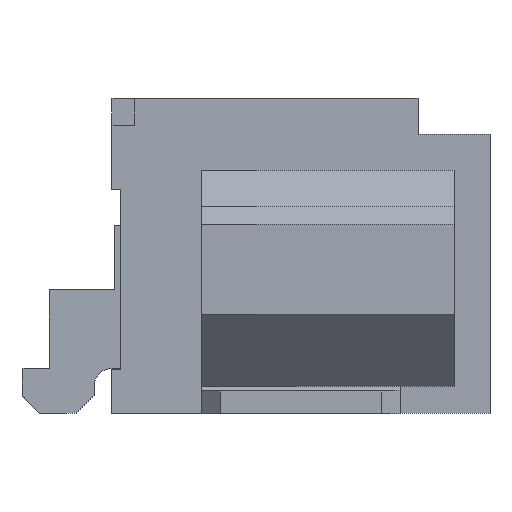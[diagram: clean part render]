
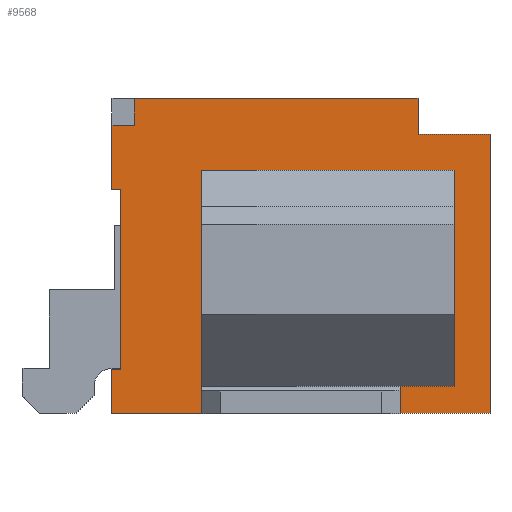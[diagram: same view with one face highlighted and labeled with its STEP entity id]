
A CAD part, left-side view. The second image highlights one B-rep face of the part: STEP entity #9568.
In plain terms, the highlighted planar face has unit normal (-1, 0, 0).
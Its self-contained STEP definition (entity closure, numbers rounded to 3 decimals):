
#59 = CARTESIAN_POINT ( 'NONE',  ( -3.375, -0.1, 0.488 ) ) ;
#105 = VECTOR ( 'NONE', #6700, 1000. ) ;
#130 = CARTESIAN_POINT ( 'NONE',  ( -3.375, 0., 3.2 ) ) ;
#159 = AXIS2_PLACEMENT_3D ( 'NONE', #11142, #5956, #704 ) ;
#179 = CARTESIAN_POINT ( 'NONE',  ( -3.375, -0.1, 0.488 ) ) ;
#189 = CARTESIAN_POINT ( 'NONE',  ( -3.375, -4.2, 0. ) ) ;
#197 = CARTESIAN_POINT ( 'NONE',  ( -3.375, -4.2, 3.1 ) ) ;
#405 = VERTEX_POINT ( 'NONE', #7435 ) ;
#426 = DIRECTION ( 'NONE',  ( 0., 0., 1. ) ) ;
#498 = EDGE_CURVE ( 'NONE', #10538, #3669, #1165, .T. ) ;
#547 = CARTESIAN_POINT ( 'NONE',  ( -3.375, -1., 0.3 ) ) ;
#553 = LINE ( 'NONE', #6469, #5209 ) ;
#591 = VERTEX_POINT ( 'NONE', #3952 ) ;
#631 = CARTESIAN_POINT ( 'NONE',  ( -3.375, 0., 0. ) ) ;
#704 = DIRECTION ( 'NONE',  ( 0., 0., 1. ) ) ;
#723 = ORIENTED_EDGE ( 'NONE', *, *, #2558, .F. ) ;
#836 = CARTESIAN_POINT ( 'NONE',  ( -3.375, -0.25, 3.2 ) ) ;
#1165 = LINE ( 'NONE', #4717, #10163 ) ;
#1197 = DIRECTION ( 'NONE',  ( 0., 1., 0. ) ) ;
#1276 = VERTEX_POINT ( 'NONE', #3195 ) ;
#1298 = CARTESIAN_POINT ( 'NONE',  ( -3.375, -2.9, 0.3 ) ) ;
#1383 = VECTOR ( 'NONE', #6269, 1000. ) ;
#1402 = DIRECTION ( 'NONE',  ( 0., 0., -1. ) ) ;
#1429 = EDGE_CURVE ( 'NONE', #3694, #8114, #3723, .T. ) ;
#1506 = CARTESIAN_POINT ( 'NONE',  ( -3.375, -3.4, 3.1 ) ) ;
#1574 = CARTESIAN_POINT ( 'NONE',  ( -3.375, -4.2, 0.3 ) ) ;
#1659 = LINE ( 'NONE', #5383, #1383 ) ;
#1725 = ORIENTED_EDGE ( 'NONE', *, *, #10103, .F. ) ;
#1771 = VECTOR ( 'NONE', #8952, 1000. ) ;
#1843 = CARTESIAN_POINT ( 'NONE',  ( -3.375, -3.8, 0.3 ) ) ;
#1865 = CARTESIAN_POINT ( 'NONE',  ( -3.375, -0.1, 2.485 ) ) ;
#2149 = VECTOR ( 'NONE', #7959, 1000. ) ;
#2198 = VECTOR ( 'NONE', #7199, 1000. ) ;
#2324 = VECTOR ( 'NONE', #7673, 1000. ) ;
#2380 = CARTESIAN_POINT ( 'NONE',  ( -3.375, -1., 0.3 ) ) ;
#2399 = EDGE_CURVE ( 'NONE', #10808, #2949, #2453, .T. ) ;
#2414 = ORIENTED_EDGE ( 'NONE', *, *, #5572, .F. ) ;
#2435 = ORIENTED_EDGE ( 'NONE', *, *, #1429, .T. ) ;
#2453 = LINE ( 'NONE', #8370, #105 ) ;
#2502 = DIRECTION ( 'NONE',  ( 0., 1., 0. ) ) ;
#2520 = LINE ( 'NONE', #10811, #9218 ) ;
#2558 = EDGE_CURVE ( 'NONE', #1276, #10808, #3529, .T. ) ;
#2646 = LINE ( 'NONE', #1298, #5957 ) ;
#2726 = VECTOR ( 'NONE', #10046, 1000. ) ;
#2884 = CARTESIAN_POINT ( 'NONE',  ( -3.375, -0.1, 0.488 ) ) ;
#2949 = VERTEX_POINT ( 'NONE', #7230 ) ;
#3173 = CARTESIAN_POINT ( 'NONE',  ( -3.375, -3.8, 2.7 ) ) ;
#3195 = CARTESIAN_POINT ( 'NONE',  ( -3.375, -1., 2.7 ) ) ;
#3284 = EDGE_CURVE ( 'NONE', #7044, #10538, #2646, .T. ) ;
#3312 = CARTESIAN_POINT ( 'NONE',  ( -3.375, -3.8, 0.3 ) ) ;
#3529 = LINE ( 'NONE', #547, #8459 ) ;
#3669 = VERTEX_POINT ( 'NONE', #189 ) ;
#3694 = VERTEX_POINT ( 'NONE', #7205 ) ;
#3712 = DIRECTION ( 'NONE',  ( 0., 0., 1. ) ) ;
#3723 = LINE ( 'NONE', #7727, #8087 ) ;
#3786 = ORIENTED_EDGE ( 'NONE', *, *, #8779, .F. ) ;
#3848 = ORIENTED_EDGE ( 'NONE', *, *, #2399, .F. ) ;
#3901 = ORIENTED_EDGE ( 'NONE', *, *, #9204, .F. ) ;
#3912 = ORIENTED_EDGE ( 'NONE', *, *, #9840, .T. ) ;
#3952 = CARTESIAN_POINT ( 'NONE',  ( -3.375, 0., 2.485 ) ) ;
#4119 = ORIENTED_EDGE ( 'NONE', *, *, #9971, .F. ) ;
#4402 = CARTESIAN_POINT ( 'NONE',  ( -3.375, -2.9, 0.3 ) ) ;
#4544 = CARTESIAN_POINT ( 'NONE',  ( -3.375, -3.8, 0.3 ) ) ;
#4589 = CARTESIAN_POINT ( 'NONE',  ( -3.375, 0., 0.3 ) ) ;
#4590 = ORIENTED_EDGE ( 'NONE', *, *, #6468, .T. ) ;
#4717 = CARTESIAN_POINT ( 'NONE',  ( -3.375, -4.2, 0. ) ) ;
#4809 = LINE ( 'NONE', #179, #2198 ) ;
#4833 = CARTESIAN_POINT ( 'NONE',  ( -3.375, -4.2, 3.1 ) ) ;
#4937 = LINE ( 'NONE', #1506, #6955 ) ;
#5065 = CARTESIAN_POINT ( 'NONE',  ( -3.375, 0., 0. ) ) ;
#5105 = ORIENTED_EDGE ( 'NONE', *, *, #3284, .T. ) ;
#5121 = VERTEX_POINT ( 'NONE', #6734 ) ;
#5184 = EDGE_CURVE ( 'NONE', #6870, #2949, #9014, .T. ) ;
#5209 = VECTOR ( 'NONE', #1197, 1000. ) ;
#5383 = CARTESIAN_POINT ( 'NONE',  ( -3.375, -0.25, 0. ) ) ;
#5570 = EDGE_LOOP ( 'NONE', ( #723, #4119, #8849, #4590, #5105, #7047, #5846, #3912, #9802, #2435, #3901, #10143, #2414, #1725, #7872, #9025, #3786, #10817, #3848 ) ) ;
#5572 = EDGE_CURVE ( 'NONE', #591, #9209, #10875, .T. ) ;
#5691 = VECTOR ( 'NONE', #8586, 1000. ) ;
#5835 = VERTEX_POINT ( 'NONE', #3173 ) ;
#5846 = ORIENTED_EDGE ( 'NONE', *, *, #6939, .T. ) ;
#5956 = DIRECTION ( 'NONE',  ( -1., 0., 0. ) ) ;
#5957 = VECTOR ( 'NONE', #9180, 1000. ) ;
#5964 = LINE ( 'NONE', #1574, #5691 ) ;
#5967 = VERTEX_POINT ( 'NONE', #59 ) ;
#6051 = EDGE_CURVE ( 'NONE', #5835, #6908, #8731, .T. ) ;
#6152 = LINE ( 'NONE', #2884, #10765 ) ;
#6269 = DIRECTION ( 'NONE',  ( 0., 0., 1. ) ) ;
#6270 = VECTOR ( 'NONE', #3712, 1000. ) ;
#6468 = EDGE_CURVE ( 'NONE', #6908, #7044, #8843, .T. ) ;
#6469 = CARTESIAN_POINT ( 'NONE',  ( -3.375, -3.8, 2.7 ) ) ;
#6477 = DIRECTION ( 'NONE',  ( 0., -1., 0. ) ) ;
#6700 = DIRECTION ( 'NONE',  ( 0., 0., -1. ) ) ;
#6734 = CARTESIAN_POINT ( 'NONE',  ( -3.375, -3.4, 3.1 ) ) ;
#6740 = CARTESIAN_POINT ( 'NONE',  ( -3.375, -0.25, 3.2 ) ) ;
#6870 = VERTEX_POINT ( 'NONE', #631 ) ;
#6908 = VERTEX_POINT ( 'NONE', #3312 ) ;
#6939 = EDGE_CURVE ( 'NONE', #3669, #8791, #5964, .T. ) ;
#6955 = VECTOR ( 'NONE', #8510, 1000. ) ;
#7044 = VERTEX_POINT ( 'NONE', #4402 ) ;
#7047 = ORIENTED_EDGE ( 'NONE', *, *, #498, .T. ) ;
#7094 = VECTOR ( 'NONE', #7616, 1000. ) ;
#7199 = DIRECTION ( 'NONE',  ( 0., 0., 1. ) ) ;
#7205 = CARTESIAN_POINT ( 'NONE',  ( -3.375, -3.4, 3.5 ) ) ;
#7230 = CARTESIAN_POINT ( 'NONE',  ( -3.375, -1., 0. ) ) ;
#7382 = LINE ( 'NONE', #6740, #7094 ) ;
#7435 = CARTESIAN_POINT ( 'NONE',  ( -3.375, 0., 0.488 ) ) ;
#7476 = CARTESIAN_POINT ( 'NONE',  ( -3.375, -0.25, 3.5 ) ) ;
#7616 = DIRECTION ( 'NONE',  ( 0., 1., 0. ) ) ;
#7661 = PLANE ( 'NONE',  #159 ) ;
#7673 = DIRECTION ( 'NONE',  ( 0., -1., 0. ) ) ;
#7727 = CARTESIAN_POINT ( 'NONE',  ( -3.375, -3.4, 3.5 ) ) ;
#7828 = VERTEX_POINT ( 'NONE', #836 ) ;
#7872 = ORIENTED_EDGE ( 'NONE', *, *, #11144, .F. ) ;
#7934 = EDGE_CURVE ( 'NONE', #5967, #405, #6152, .T. ) ;
#7959 = DIRECTION ( 'NONE',  ( 0., 1., 0. ) ) ;
#7967 = DIRECTION ( 'NONE',  ( 0., 0., -1. ) ) ;
#8087 = VECTOR ( 'NONE', #2502, 1000. ) ;
#8114 = VERTEX_POINT ( 'NONE', #7476 ) ;
#8196 = EDGE_CURVE ( 'NONE', #7828, #9209, #7382, .T. ) ;
#8370 = CARTESIAN_POINT ( 'NONE',  ( -3.375, -1., 0.3 ) ) ;
#8459 = VECTOR ( 'NONE', #1402, 1000. ) ;
#8467 = VECTOR ( 'NONE', #7967, 1000. ) ;
#8510 = DIRECTION ( 'NONE',  ( 0., 0., 1. ) ) ;
#8586 = DIRECTION ( 'NONE',  ( 0., 0., 1. ) ) ;
#8731 = LINE ( 'NONE', #4544, #8467 ) ;
#8779 = EDGE_CURVE ( 'NONE', #6870, #405, #2520, .T. ) ;
#8791 = VERTEX_POINT ( 'NONE', #4833 ) ;
#8843 = LINE ( 'NONE', #1843, #2149 ) ;
#8849 = ORIENTED_EDGE ( 'NONE', *, *, #6051, .T. ) ;
#8952 = DIRECTION ( 'NONE',  ( 0., 1., 0. ) ) ;
#8989 = DIRECTION ( 'NONE',  ( 0., 1., 0. ) ) ;
#9014 = LINE ( 'NONE', #5065, #2324 ) ;
#9025 = ORIENTED_EDGE ( 'NONE', *, *, #7934, .T. ) ;
#9180 = DIRECTION ( 'NONE',  ( 0., 0., -1. ) ) ;
#9204 = EDGE_CURVE ( 'NONE', #7828, #8114, #1659, .T. ) ;
#9209 = VERTEX_POINT ( 'NONE', #130 ) ;
#9218 = VECTOR ( 'NONE', #426, 1000. ) ;
#9231 = CARTESIAN_POINT ( 'NONE',  ( -3.375, -0.1, 2.485 ) ) ;
#9416 = LINE ( 'NONE', #9231, #2726 ) ;
#9568 = ADVANCED_FACE ( 'NONE', ( #10370 ), #7661, .T. ) ;
#9802 = ORIENTED_EDGE ( 'NONE', *, *, #10199, .T. ) ;
#9840 = EDGE_CURVE ( 'NONE', #8791, #5121, #10783, .T. ) ;
#9971 = EDGE_CURVE ( 'NONE', #5835, #1276, #553, .T. ) ;
#10046 = DIRECTION ( 'NONE',  ( 0., 1., 0. ) ) ;
#10103 = EDGE_CURVE ( 'NONE', #11093, #591, #9416, .T. ) ;
#10143 = ORIENTED_EDGE ( 'NONE', *, *, #8196, .T. ) ;
#10163 = VECTOR ( 'NONE', #6477, 1000. ) ;
#10199 = EDGE_CURVE ( 'NONE', #5121, #3694, #4937, .T. ) ;
#10370 = FACE_OUTER_BOUND ( 'NONE', #5570, .T. ) ;
#10538 = VERTEX_POINT ( 'NONE', #10726 ) ;
#10726 = CARTESIAN_POINT ( 'NONE',  ( -3.375, -2.9, 0. ) ) ;
#10765 = VECTOR ( 'NONE', #8989, 1000. ) ;
#10783 = LINE ( 'NONE', #197, #1771 ) ;
#10808 = VERTEX_POINT ( 'NONE', #2380 ) ;
#10811 = CARTESIAN_POINT ( 'NONE',  ( -3.375, 0., 0.3 ) ) ;
#10817 = ORIENTED_EDGE ( 'NONE', *, *, #5184, .T. ) ;
#10875 = LINE ( 'NONE', #4589, #6270 ) ;
#11093 = VERTEX_POINT ( 'NONE', #1865 ) ;
#11142 = CARTESIAN_POINT ( 'NONE',  ( -3.375, -4.2, 0.3 ) ) ;
#11144 = EDGE_CURVE ( 'NONE', #5967, #11093, #4809, .T. ) ;
